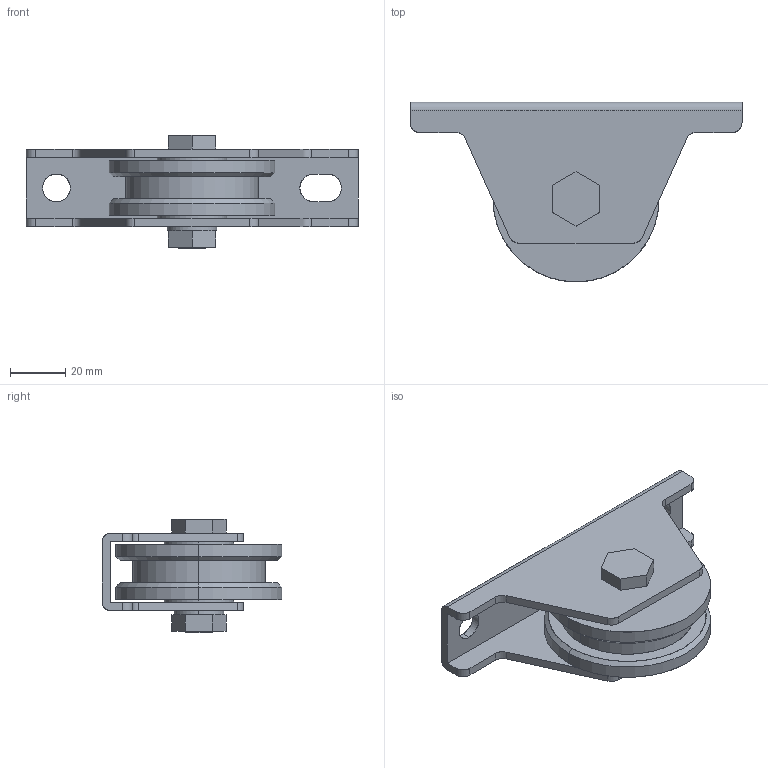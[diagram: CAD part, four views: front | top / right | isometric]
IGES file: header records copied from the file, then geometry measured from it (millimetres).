
Start section: SolidWorks IGES file using analytic representation for surfaces
Global section: file name: K-20-60.IGS; native system: SolidWorks 2007; preprocessor: SolidWorks 2007; author: 11sw; date: 090810.125835; units: millimetre
Bounding box: 120 x 65 x 41 mm (x, y, z)
Surface area: 31309.8 mm2 (no closed solid volume)
Topology: 0 solids, 0 shells, 87 faces, 1356 edges, 1356 vertices
Faces by surface type: bspline 51, revolution 36
